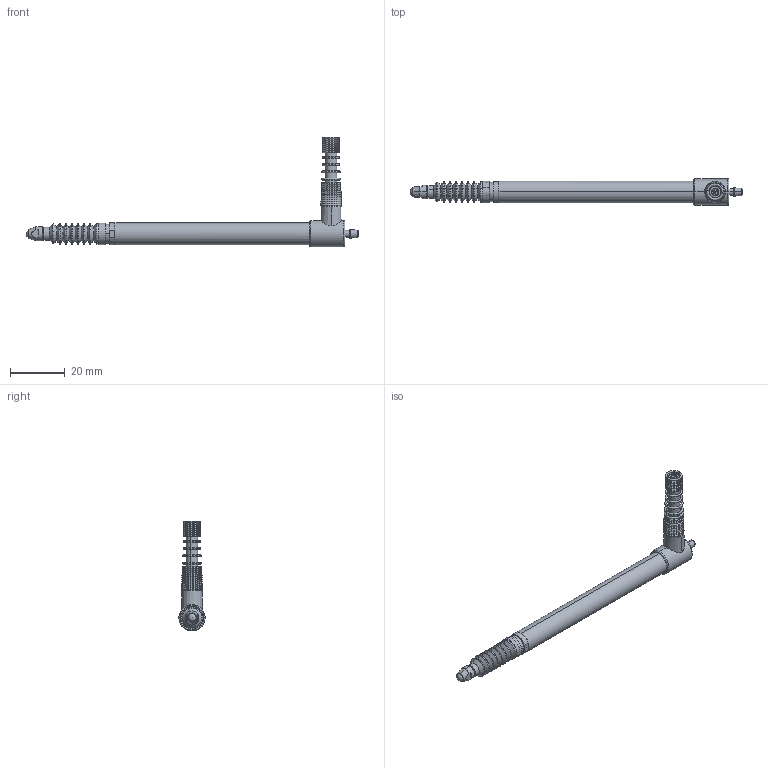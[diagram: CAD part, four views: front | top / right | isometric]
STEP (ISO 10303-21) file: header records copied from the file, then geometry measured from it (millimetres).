
FILE_DESCRIPTION (( 'STEP AP214' ), '1' );
FILE_NAME ('DP-10V.STEP', '2025-11-07T05:44:03', ( 'User' ), ( 'user' ), 'SwSTEP 2.0', 'SolidWorks 2020', '' );
FILE_SCHEMA (( 'AUTOMOTIVE_DESIGN' ));
Length unit declared in the file: millimetre
Products named in the file (1): DP-10V
Bounding box: 121.05 x 9.6 x 40.1 mm (x, y, z)
Surface area: 5014.4 mm2 (no closed solid volume)
Topology: 0 solids, 41 shells, 265 faces, 628 edges, 380 vertices
Faces by surface type: torus 152, cylinder 46, cone 38, plane 27, sphere 2
Entity records: 10887 total; most frequent: DIRECTION 1598, CARTESIAN_POINT 1586, ORIENTED_EDGE 1126, AXIS2_PLACEMENT_3D 728, EDGE_CURVE 623, CIRCLE 462, VERTEX_POINT 377, EDGE_LOOP 286
